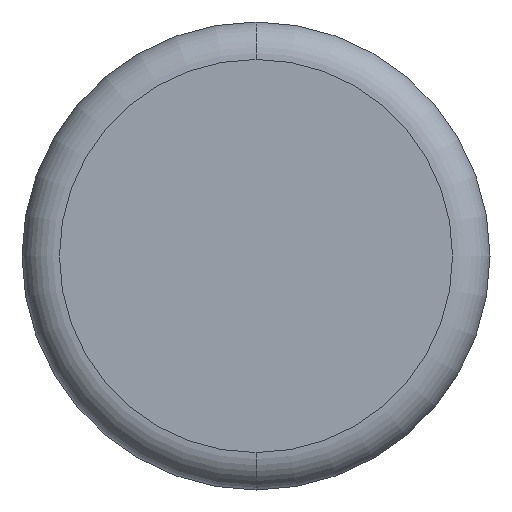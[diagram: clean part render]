
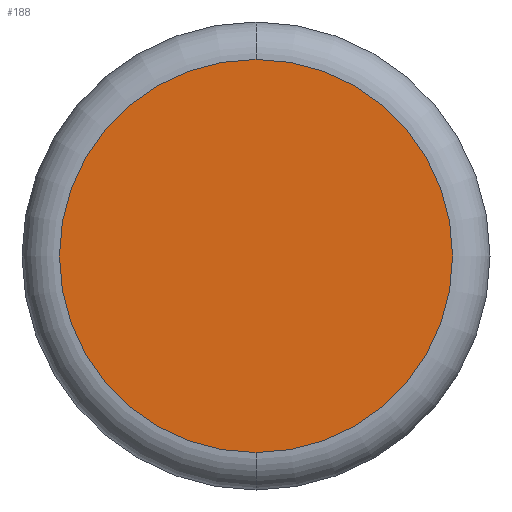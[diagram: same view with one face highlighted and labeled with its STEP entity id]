
A CAD part, front view. The second image highlights one B-rep face of the part: STEP entity #188.
In plain terms, the highlighted planar face has unit normal (0, -1, 0).
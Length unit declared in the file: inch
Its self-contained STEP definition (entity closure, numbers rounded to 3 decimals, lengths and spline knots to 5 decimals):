
#4 = DIRECTION ( 'NONE',  ( 0., -1., 0. ) ) ;
#6 = AXIS2_PLACEMENT_3D ( 'NONE', #403, #328, #40 ) ;
#14 = CARTESIAN_POINT ( 'NONE',  ( 0., 0., 0. ) ) ;
#25 = AXIS2_PLACEMENT_3D ( 'NONE', #14, #4, #467 ) ;
#35 = FACE_OUTER_BOUND ( 'NONE', #167, .T. ) ;
#40 = DIRECTION ( 'NONE',  ( 0., 0., -1. ) ) ;
#50 = VERTEX_POINT ( 'NONE', #176 ) ;
#77 = EDGE_CURVE ( 'NONE', #480, #50, #406, .T. ) ;
#89 = ORIENTED_EDGE ( 'NONE', *, *, #77, .T. ) ;
#90 = CARTESIAN_POINT ( 'NONE',  ( 0., 0., 0.315 ) ) ;
#167 = EDGE_LOOP ( 'NONE', ( #297, #89 ) ) ;
#171 = AXIS2_PLACEMENT_3D ( 'NONE', #444, #198, #531 ) ;
#176 = CARTESIAN_POINT ( 'NONE',  ( 0., 0., -0.315 ) ) ;
#188 = ADVANCED_FACE ( 'NONE', ( #35 ), #197, .T. ) ;
#197 = PLANE ( 'NONE',  #25 ) ;
#198 = DIRECTION ( 'NONE',  ( 0., -1., 0. ) ) ;
#252 = CIRCLE ( 'NONE', #6, 0.315 ) ;
#297 = ORIENTED_EDGE ( 'NONE', *, *, #393, .T. ) ;
#328 = DIRECTION ( 'NONE',  ( 0., -1., 0. ) ) ;
#393 = EDGE_CURVE ( 'NONE', #50, #480, #252, .T. ) ;
#403 = CARTESIAN_POINT ( 'NONE',  ( 0., 0., 0. ) ) ;
#406 = CIRCLE ( 'NONE', #171, 0.315 ) ;
#444 = CARTESIAN_POINT ( 'NONE',  ( 0., 0., 0. ) ) ;
#467 = DIRECTION ( 'NONE',  ( 0., 0., -1. ) ) ;
#480 = VERTEX_POINT ( 'NONE', #90 ) ;
#531 = DIRECTION ( 'NONE',  ( 0., 0., -1. ) ) ;
